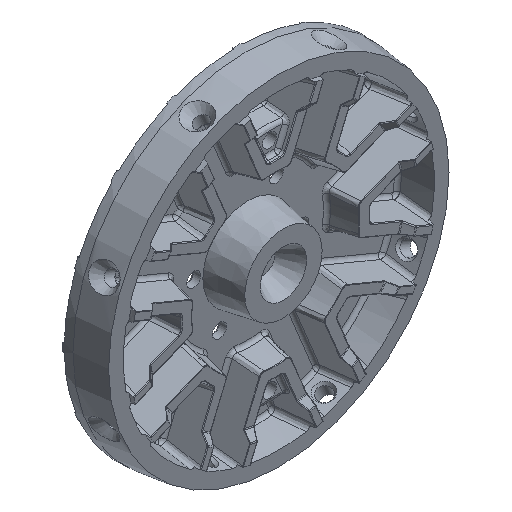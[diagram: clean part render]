
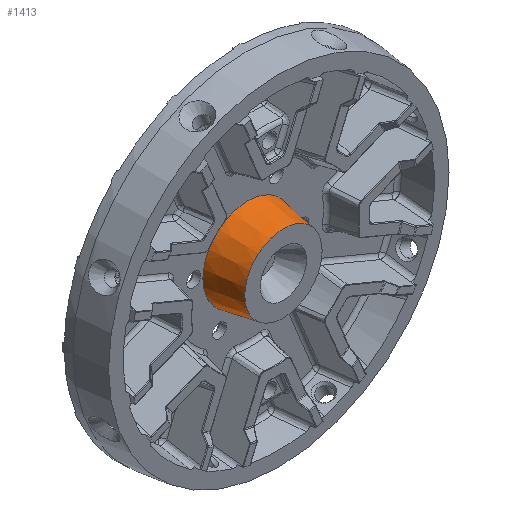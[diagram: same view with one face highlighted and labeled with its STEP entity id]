
A CAD part, isometric view. The second image highlights one B-rep face of the part: STEP entity #1413.
In plain terms, the highlighted conical face has half-angle 10 degrees and reference radius 25 mm.
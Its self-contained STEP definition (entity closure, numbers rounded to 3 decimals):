
#990=FACE_BOUND('',#3728,.T.);
#991=FACE_BOUND('',#3729,.T.);
#1120=CONICAL_SURFACE('',#17502,25.,10.);
#1413=ADVANCED_FACE('',(#990,#991),#1120,.T.);
#3728=EDGE_LOOP('',(#8045));
#3729=EDGE_LOOP('',(#8046));
#8045=ORIENTED_EDGE('',*,*,#14286,.F.);
#8046=ORIENTED_EDGE('',*,*,#14571,.F.);
#12542=VERTEX_POINT('',#28543);
#12715=VERTEX_POINT('',#30497);
#14286=EDGE_CURVE('',#12542,#12542,#16415,.T.);
#14571=EDGE_CURVE('',#12715,#12715,#16486,.T.);
#16415=CIRCLE('',#17366,29.056);
#16486=CIRCLE('',#17501,25.);
#17366=AXIS2_PLACEMENT_3D('',#28542,#19138,#19139);
#17501=AXIS2_PLACEMENT_3D('',#30496,#19508,#19509);
#17502=AXIS2_PLACEMENT_3D('',#30498,#19510,#19511);
#19138=DIRECTION('',(0.,1.,0.));
#19139=DIRECTION('',(0.,0.,-1.));
#19508=DIRECTION('',(0.,-1.,0.));
#19509=DIRECTION('',(0.,0.,-1.));
#19510=DIRECTION('',(0.,1.,0.));
#19511=DIRECTION('',(0.,0.,-1.));
#28542=CARTESIAN_POINT('',(0.,-7.,0.));
#28543=CARTESIAN_POINT('',(0.,-7.,-29.056));
#30496=CARTESIAN_POINT('',(0.,-30.,0.));
#30497=CARTESIAN_POINT('',(0.,-30.,-25.));
#30498=CARTESIAN_POINT('',(0.,-30.,0.));
